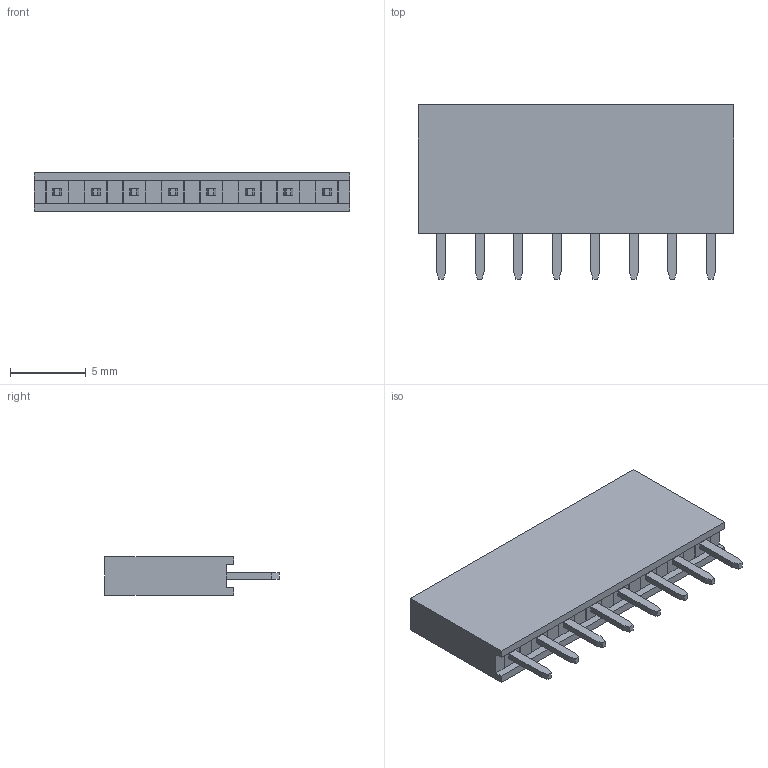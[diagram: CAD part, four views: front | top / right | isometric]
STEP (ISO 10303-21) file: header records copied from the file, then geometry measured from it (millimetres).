
FILE_DESCRIPTION((''),'2;1');
FILE_NAME('ZL262-8S_P2-54_L20-8_W2-54_H8-5','2019-01-16T',('Dragos'),(''),'PRO/ENGINEER BY PARAMETRIC TECHNOLOGY CORPORATION, 2004440','PRO/ENGINEER BY PARAMETRIC TECHNOLOGY CORPORATION, 2004440','');
FILE_SCHEMA(('AUTOMOTIVE_DESIGN { 1 0 10303 214 1 1 1 1 }'));
Length unit declared in the file: millimetre
Products named in the file (1): ZL262-8S_P2-54_L20-8_W2-54_H8-5
Bounding box: 20.82 x 11.5 x 2.54 mm (x, y, z)
Volume: 400.6 mm3; surface area: 1093.2 mm2
Topology: 1 solids, 1 shells, 242 faces, 616 edges, 400 vertices
Faces by surface type: plane 242
Entity records: 10276 total; most frequent: CARTESIAN_POINT 1260, ORIENTED_EDGE 1232, DIRECTION 1102, PRESENTATION_STYLE_ASSIGNMENT 722, STYLED_ITEM 618, CURVE_STYLE 617, VECTOR 616, LINE 616
